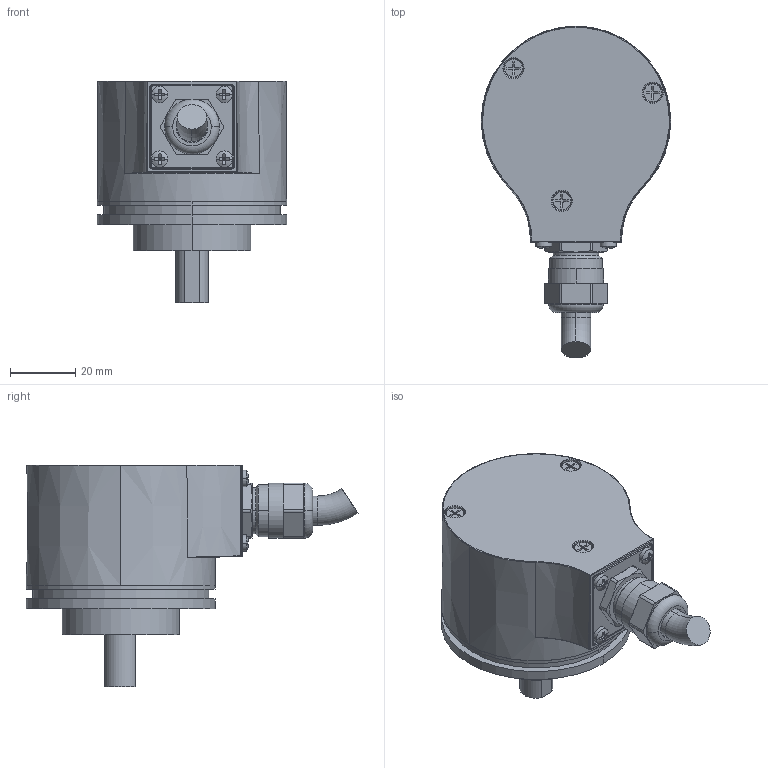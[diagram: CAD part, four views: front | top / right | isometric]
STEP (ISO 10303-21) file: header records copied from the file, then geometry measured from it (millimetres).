
FILE_DESCRIPTION((''),'2;1');
FILE_NAME('ES58S_C15_R_D10','2014-09-12T',('lika51'),(''),'PRO/ENGINEER BY PARAMETRIC TECHNOLOGY CORPORATION, 2010180','PRO/ENGINEER BY PARAMETRIC TECHNOLOGY CORPORATION, 2010180','');
FILE_SCHEMA(('CONFIG_CONTROL_DESIGN'));
Length unit declared in the file: millimetre
Products named in the file (1): ES58S_C15_R_D10
Bounding box: 58.08 x 101.75 x 68 mm (x, y, z)
Volume: 54371.1 mm3; surface area: 40604 mm2
Topology: 24 solids, 53 shells, 839 faces, 1964 edges, 1184 vertices
Faces by surface type: plane 286, cylinder 262, cone 162, torus 75, sphere 44, bspline 10
Entity records: 24231 total; most frequent: CARTESIAN_POINT 5016, DIRECTION 4328, ORIENTED_EDGE 3696, EDGE_CURVE 1874, AXIS2_PLACEMENT_3D 1767, VERTEX_POINT 1184, EDGE_LOOP 944, CIRCLE 937
